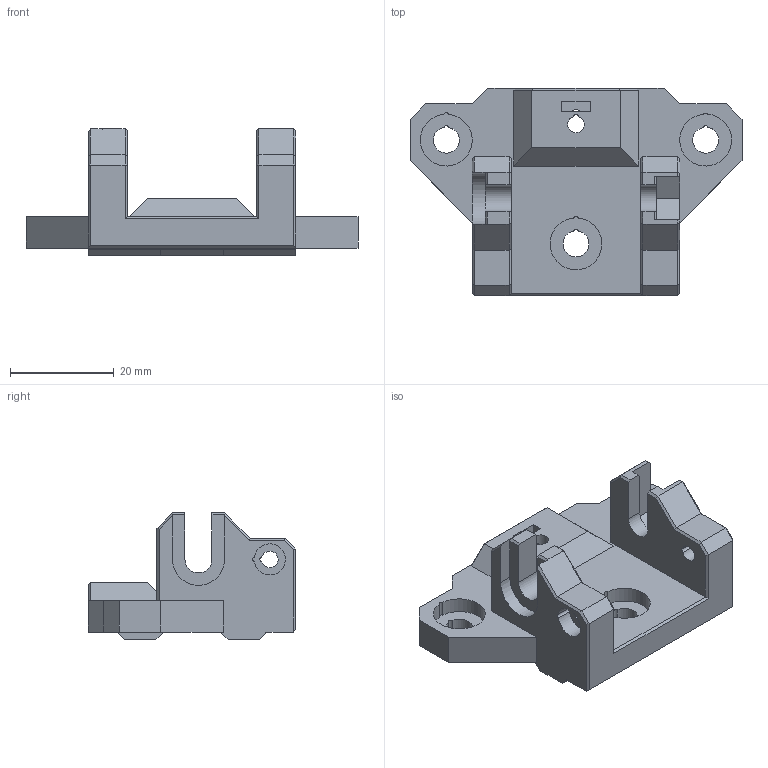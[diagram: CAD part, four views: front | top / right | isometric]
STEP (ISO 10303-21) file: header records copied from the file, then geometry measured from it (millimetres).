
FILE_DESCRIPTION(('FreeCAD Model'),'2;1');
FILE_NAME('base.step','2020-04-13T20:30:04',('Author'),(''), 'Open CASCADE STEP processor 7.3','FreeCAD','Unknown');
FILE_SCHEMA(('AUTOMOTIVE_DESIGN { 1 0 10303 214 1 1 1 1 }'));
Length unit declared in the file: millimetre
Products named in the file (1): base-rev-7
Bounding box: 64 x 40 x 24.4 mm (x, y, z)
Volume: 16805.6 mm3; surface area: 8119.3 mm2
Topology: 1 solids, 1 shells, 168 faces, 489 edges, 326 vertices
Faces by surface type: plane 138, cylinder 30
Full cylindrical faces by diameter (mm): 3.3 x2
Entity records: 13670 total; most frequent: CARTESIAN_POINT 3000, DIRECTION 1679, LINE 1079, VECTOR 1079, ORIENTED_EDGE 978, PCURVE 978, DEFINITIONAL_REPRESENTATION 978, EDGE_CURVE 489
